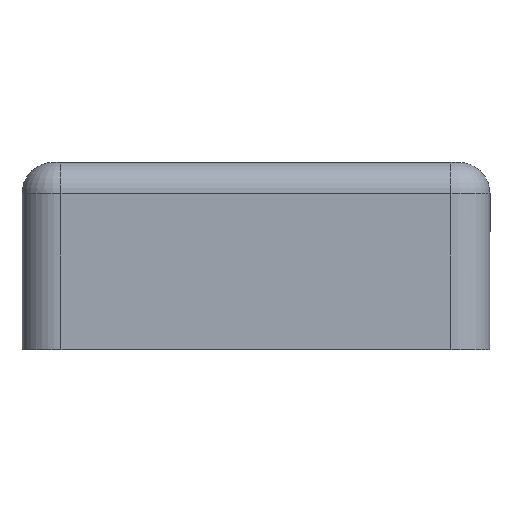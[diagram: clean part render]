
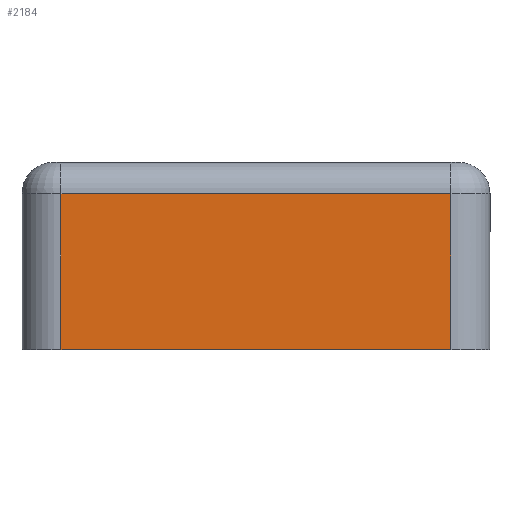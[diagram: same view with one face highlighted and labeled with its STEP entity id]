
A CAD part, front view. The second image highlights one B-rep face of the part: STEP entity #2184.
In plain terms, the highlighted planar face has unit normal (0, -1, 0).
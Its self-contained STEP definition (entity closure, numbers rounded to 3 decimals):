
#123 = EDGE_CURVE ( 'NONE', #2395, #1688, #5875, .T. ) ;
#241 = PLANE ( 'NONE',  #4914 ) ;
#376 = DIRECTION ( 'NONE',  ( -1., 0., 0. ) ) ;
#474 = CARTESIAN_POINT ( 'NONE',  ( 12.5, -30., 10. ) ) ;
#647 = CARTESIAN_POINT ( 'NONE',  ( 12.5, -30., 12. ) ) ;
#1000 = FACE_OUTER_BOUND ( 'NONE', #3849, .T. ) ;
#1108 = VECTOR ( 'NONE', #3136, 1000. ) ;
#1274 = DIRECTION ( 'NONE',  ( 0., 0., 1. ) ) ;
#1515 = EDGE_CURVE ( 'NONE', #1688, #2959, #2089, .T. ) ;
#1620 = ORIENTED_EDGE ( 'NONE', *, *, #1624, .F. ) ;
#1624 = EDGE_CURVE ( 'NONE', #4503, #2395, #5531, .T. ) ;
#1688 = VERTEX_POINT ( 'NONE', #474 ) ;
#1720 = CARTESIAN_POINT ( 'NONE',  ( -12.5, -30., 12. ) ) ;
#2013 = VECTOR ( 'NONE', #1274, 1000. ) ;
#2089 = LINE ( 'NONE', #647, #5894 ) ;
#2184 = ADVANCED_FACE ( 'NONE', ( #1000 ), #241, .F. ) ;
#2248 = LINE ( 'NONE', #3211, #4366 ) ;
#2276 = EDGE_CURVE ( 'NONE', #2959, #4503, #2248, .T. ) ;
#2395 = VERTEX_POINT ( 'NONE', #6106 ) ;
#2579 = DIRECTION ( 'NONE',  ( 0., 1., 0. ) ) ;
#2637 = CARTESIAN_POINT ( 'NONE',  ( -15., -30., 12. ) ) ;
#2959 = VERTEX_POINT ( 'NONE', #3454 ) ;
#3136 = DIRECTION ( 'NONE',  ( 1., 0., 0. ) ) ;
#3211 = CARTESIAN_POINT ( 'NONE',  ( 15., -30., 0. ) ) ;
#3454 = CARTESIAN_POINT ( 'NONE',  ( 12.5, -30., 0. ) ) ;
#3548 = DIRECTION ( 'NONE',  ( -1., 0., 0. ) ) ;
#3849 = EDGE_LOOP ( 'NONE', ( #4435, #1620, #5403, #4623 ) ) ;
#4366 = VECTOR ( 'NONE', #376, 1000. ) ;
#4435 = ORIENTED_EDGE ( 'NONE', *, *, #123, .F. ) ;
#4503 = VERTEX_POINT ( 'NONE', #5790 ) ;
#4623 = ORIENTED_EDGE ( 'NONE', *, *, #1515, .F. ) ;
#4914 = AXIS2_PLACEMENT_3D ( 'NONE', #2637, #2579, #3548 ) ;
#5403 = ORIENTED_EDGE ( 'NONE', *, *, #2276, .F. ) ;
#5429 = DIRECTION ( 'NONE',  ( 0., 0., -1. ) ) ;
#5488 = CARTESIAN_POINT ( 'NONE',  ( -15., -30., 10. ) ) ;
#5531 = LINE ( 'NONE', #1720, #2013 ) ;
#5790 = CARTESIAN_POINT ( 'NONE',  ( -12.5, -30., 0. ) ) ;
#5875 = LINE ( 'NONE', #5488, #1108 ) ;
#5894 = VECTOR ( 'NONE', #5429, 1000. ) ;
#6106 = CARTESIAN_POINT ( 'NONE',  ( -12.5, -30., 10. ) ) ;
